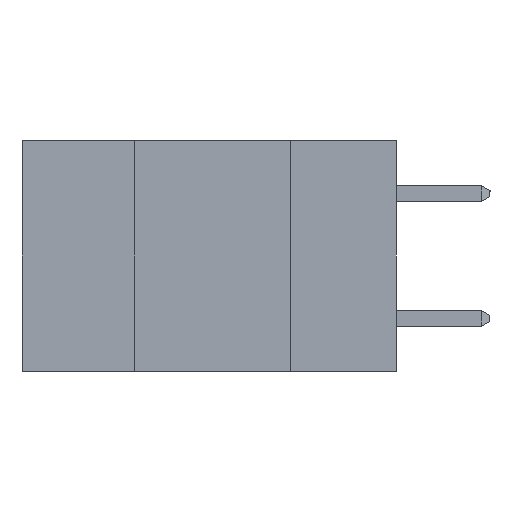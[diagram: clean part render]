
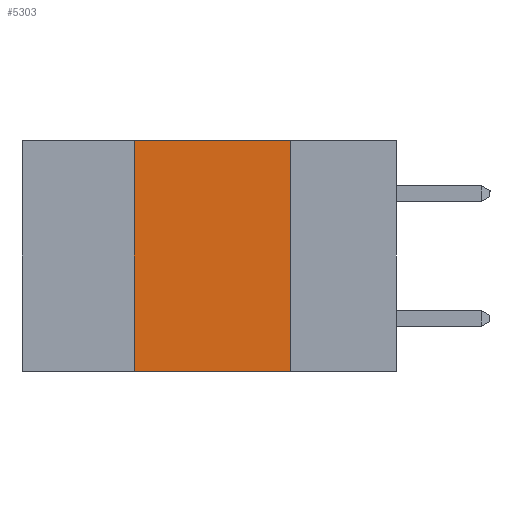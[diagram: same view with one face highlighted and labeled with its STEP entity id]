
A CAD part, left-side view. The second image highlights one B-rep face of the part: STEP entity #5303.
In plain terms, the highlighted planar face has unit normal (-1, 0, 0).
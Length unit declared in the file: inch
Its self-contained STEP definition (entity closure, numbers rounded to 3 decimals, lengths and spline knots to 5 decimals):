
#330 = VERTEX_POINT ( 'NONE', #11154 ) ;
#348 = DIRECTION ( 'NONE',  ( 0., -1., 0. ) ) ;
#423 = VECTOR ( 'NONE', #4582, 39.37008 ) ;
#665 = EDGE_CURVE ( 'NONE', #330, #3593, #7347, .T. ) ;
#1286 = CARTESIAN_POINT ( 'NONE',  ( 0., 0.17, -0.37 ) ) ;
#1295 = EDGE_CURVE ( 'NONE', #7544, #11017, #4045, .T. ) ;
#1997 = CARTESIAN_POINT ( 'NONE',  ( 0., 0.42, -0.37 ) ) ;
#2519 = CARTESIAN_POINT ( 'NONE',  ( 0., 0.42, -0.37 ) ) ;
#2713 = FACE_OUTER_BOUND ( 'NONE', #5628, .T. ) ;
#2770 = DIRECTION ( 'NONE',  ( 0., 0., -1. ) ) ;
#2807 = CARTESIAN_POINT ( 'NONE',  ( 0., 0.6, 0. ) ) ;
#2901 = CARTESIAN_POINT ( 'NONE',  ( 0., 0.6, -0.37 ) ) ;
#3258 = CARTESIAN_POINT ( 'NONE',  ( 0., 0.17, -0.37 ) ) ;
#3294 = AXIS2_PLACEMENT_3D ( 'NONE', #4802, #10929, #2770 ) ;
#3593 = VERTEX_POINT ( 'NONE', #6176 ) ;
#4045 = LINE ( 'NONE', #2901, #8260 ) ;
#4252 = VECTOR ( 'NONE', #4946, 39.37008 ) ;
#4582 = DIRECTION ( 'NONE',  ( 0., 0., 1. ) ) ;
#4639 = LINE ( 'NONE', #1997, #423 ) ;
#4727 = EDGE_CURVE ( 'NONE', #7544, #330, #4639, .T. ) ;
#4802 = CARTESIAN_POINT ( 'NONE',  ( 0., 0.6, 0. ) ) ;
#4946 = DIRECTION ( 'NONE',  ( 0., 0., -1. ) ) ;
#5015 = EDGE_CURVE ( 'NONE', #3593, #11017, #6788, .T. ) ;
#5303 = ADVANCED_FACE ( 'NONE', ( #2713 ), #7309, .F. ) ;
#5618 = DIRECTION ( 'NONE',  ( 0., -1., 0. ) ) ;
#5628 = EDGE_LOOP ( 'NONE', ( #5687, #8953, #10075, #9890 ) ) ;
#5687 = ORIENTED_EDGE ( 'NONE', *, *, #5015, .F. ) ;
#6176 = CARTESIAN_POINT ( 'NONE',  ( 0., 0.17, 0. ) ) ;
#6788 = LINE ( 'NONE', #1286, #4252 ) ;
#7309 = PLANE ( 'NONE',  #3294 ) ;
#7347 = LINE ( 'NONE', #2807, #9902 ) ;
#7544 = VERTEX_POINT ( 'NONE', #2519 ) ;
#8260 = VECTOR ( 'NONE', #348, 39.37008 ) ;
#8953 = ORIENTED_EDGE ( 'NONE', *, *, #665, .F. ) ;
#9890 = ORIENTED_EDGE ( 'NONE', *, *, #1295, .T. ) ;
#9902 = VECTOR ( 'NONE', #5618, 39.37008 ) ;
#10075 = ORIENTED_EDGE ( 'NONE', *, *, #4727, .F. ) ;
#10929 = DIRECTION ( 'NONE',  ( 1., 0., 0. ) ) ;
#11017 = VERTEX_POINT ( 'NONE', #3258 ) ;
#11154 = CARTESIAN_POINT ( 'NONE',  ( 0., 0.42, 0. ) ) ;
